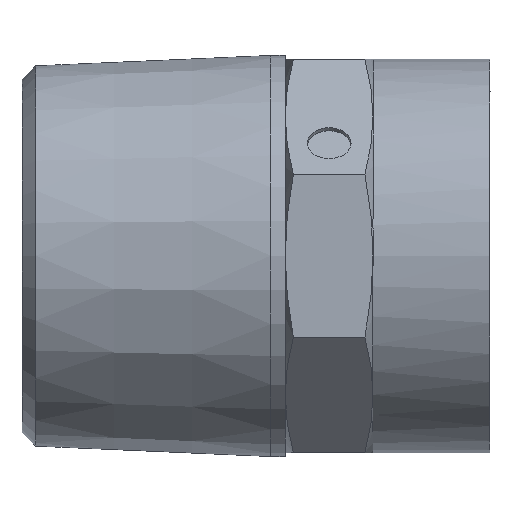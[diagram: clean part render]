
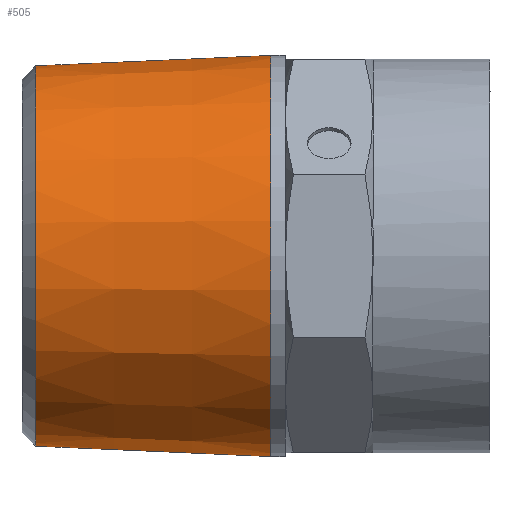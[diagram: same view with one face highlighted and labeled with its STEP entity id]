
A CAD part, top view. The second image highlights one B-rep face of the part: STEP entity #505.
In plain terms, the highlighted conical face has half-angle 2.526 degrees and reference radius 13.71 mm.
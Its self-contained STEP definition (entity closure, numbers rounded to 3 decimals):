
#93=CONICAL_SURFACE('',#580,13.71,0.044);
#218=ORIENTED_EDGE('',*,*,#293,.T.);
#219=ORIENTED_EDGE('',*,*,#294,.F.);
#293=EDGE_CURVE('',#336,#336,#363,.T.);
#294=EDGE_CURVE('',#337,#337,#364,.T.);
#336=VERTEX_POINT('',#958);
#337=VERTEX_POINT('',#961);
#363=CIRCLE('',#579,13.71);
#364=CIRCLE('',#581,13.002);
#403=EDGE_LOOP('',(#218));
#404=EDGE_LOOP('',(#219));
#451=FACE_BOUND('',#403,.T.);
#452=FACE_BOUND('',#404,.T.);
#505=ADVANCED_FACE('',(#451,#452),#93,.T.);
#579=AXIS2_PLACEMENT_3D('',#957,#706,#707);
#580=AXIS2_PLACEMENT_3D('',#959,#708,#709);
#581=AXIS2_PLACEMENT_3D('',#960,#710,#711);
#706=DIRECTION('',(-1.,0.,0.));
#707=DIRECTION('',(0.,-1.,0.));
#708=DIRECTION('',(1.,0.,0.));
#709=DIRECTION('',(0.,1.,0.));
#710=DIRECTION('',(-1.,0.,0.));
#711=DIRECTION('',(0.,-1.,0.));
#957=CARTESIAN_POINT('',(1.159,0.,0.));
#958=CARTESIAN_POINT('',(1.159,-13.71,0.));
#959=CARTESIAN_POINT('',(1.159,0.,0.));
#960=CARTESIAN_POINT('',(-14.889,0.,0.));
#961=CARTESIAN_POINT('',(-14.889,-13.002,0.));
